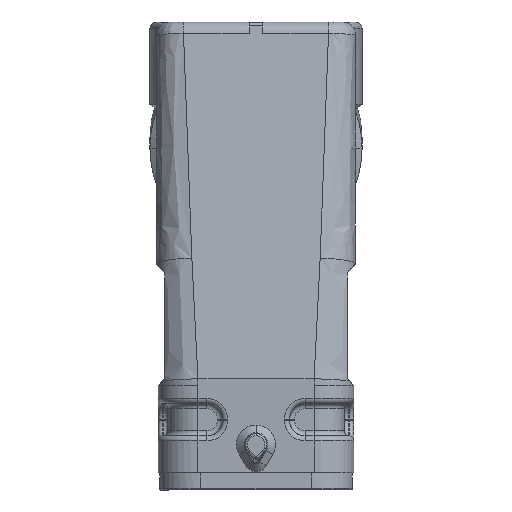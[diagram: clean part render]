
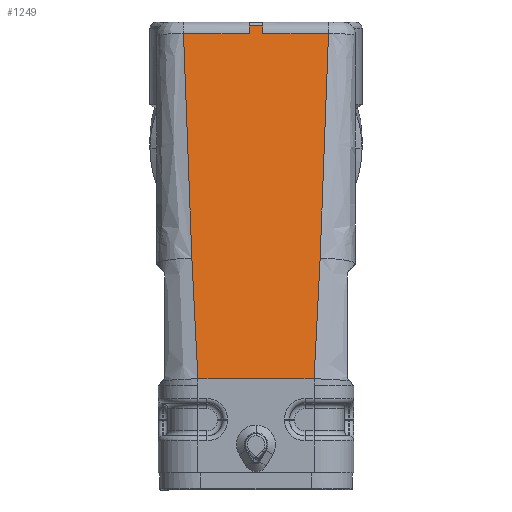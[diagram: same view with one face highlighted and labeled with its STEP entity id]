
A CAD part, left-side view. The second image highlights one B-rep face of the part: STEP entity #1249.
In plain terms, the highlighted planar face has unit normal (-0.99, 0, 0.139).
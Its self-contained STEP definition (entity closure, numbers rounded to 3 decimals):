
#1249=ADVANCED_FACE('F236',(#2120),#1785,.T.);
#1785=PLANE('',#10922);
#2120=FACE_OUTER_BOUND('',#2794,.T.);
#2794=EDGE_LOOP('',(#5026,#5027,#5028,#5029,#5030,#5031,#5032,#5033,#5034,
#5035,#5036,#5037));
#3302=B_SPLINE_CURVE_WITH_KNOTS('',3,(#14215,#14216,#14217,#14218),
 .UNSPECIFIED.,.F.,.F.,(4,4),(0.,1.),.UNSPECIFIED.);
#3307=B_SPLINE_CURVE_WITH_KNOTS('',1,(#14300,#14301),.UNSPECIFIED.,.F.,
 .F.,(2,2),(0.,1.),.UNSPECIFIED.);
#3312=B_SPLINE_CURVE_WITH_KNOTS('',1,(#14342,#14343),.UNSPECIFIED.,.F.,
 .F.,(2,2),(0.,1.),.UNSPECIFIED.);
#3324=B_SPLINE_CURVE_WITH_KNOTS('',3,(#14474,#14475,#14476,#14477,#14478),
 .UNSPECIFIED.,.F.,.F.,(4,1,4),(0.,0.02,1.),.UNSPECIFIED.);
#3340=B_SPLINE_CURVE_WITH_KNOTS('',3,(#14707,#14708,#14709,#14710,#14711),
 .UNSPECIFIED.,.F.,.F.,(4,1,4),(0.,0.02,1.),.UNSPECIFIED.);
#3594=B_SPLINE_CURVE_WITH_KNOTS('',1,(#18568,#18569),.UNSPECIFIED.,.F.,
 .F.,(2,2),(0.,1.),.UNSPECIFIED.);
#3595=B_SPLINE_CURVE_WITH_KNOTS('',1,(#18570,#18571),.UNSPECIFIED.,.F.,
 .F.,(2,2),(0.,1.),.UNSPECIFIED.);
#3596=B_SPLINE_CURVE_WITH_KNOTS('',3,(#18572,#18573,#18574,#18575,#18576,
#18577,#18578,#18579,#18580,#18581,#18582,#18583,#18584,#18585),
 .UNSPECIFIED.,.F.,.F.,(4,2,2,2,2,2,4),(0.,0.023,0.125,
0.249,0.499,0.749,1.),.UNSPECIFIED.);
#3597=B_SPLINE_CURVE_WITH_KNOTS('',3,(#18586,#18587,#18588,#18589,#18590,
#18591,#18592,#18593,#18594,#18595,#18596,#18597,#18598,#18599),
 .UNSPECIFIED.,.F.,.F.,(4,2,2,2,2,2,4),(0.,0.023,0.125,
0.249,0.499,0.749,1.),.UNSPECIFIED.);
#5026=ORIENTED_EDGE('',*,*,#8778,.T.);
#5027=ORIENTED_EDGE('',*,*,#8014,.T.);
#5028=ORIENTED_EDGE('',*,*,#8011,.F.);
#5029=ORIENTED_EDGE('',*,*,#8017,.T.);
#5030=ORIENTED_EDGE('',*,*,#8779,.F.);
#5031=ORIENTED_EDGE('',*,*,#8113,.F.);
#5032=ORIENTED_EDGE('',*,*,#8780,.F.);
#5033=ORIENTED_EDGE('',*,*,#8024,.T.);
#5034=ORIENTED_EDGE('',*,*,#8023,.T.);
#5035=ORIENTED_EDGE('',*,*,#8041,.T.);
#5036=ORIENTED_EDGE('',*,*,#8781,.T.);
#5037=ORIENTED_EDGE('',*,*,#8097,.T.);
#7053=VERTEX_POINT('',#14209);
#7056=VERTEX_POINT('',#14214);
#7057=VERTEX_POINT('',#14221);
#7060=VERTEX_POINT('',#14229);
#7066=VERTEX_POINT('',#14298);
#7067=VERTEX_POINT('',#14299);
#7068=VERTEX_POINT('',#14302);
#7083=VERTEX_POINT('',#14341);
#7124=VERTEX_POINT('',#14479);
#7125=VERTEX_POINT('',#14480);
#7140=VERTEX_POINT('',#14706);
#7141=VERTEX_POINT('',#14712);
#8011=EDGE_CURVE('',#7056,#7053,#3302,.T.);
#8014=EDGE_CURVE('E622',#7057,#7053,#9520,.T.);
#8017=EDGE_CURVE('',#7056,#7060,#9522,.T.);
#8023=EDGE_CURVE('',#7066,#7067,#9524,.T.);
#8024=EDGE_CURVE('',#7068,#7066,#3307,.T.);
#8041=EDGE_CURVE('E15',#7067,#7083,#3312,.T.);
#8097=EDGE_CURVE('E572',#7124,#7125,#3324,.T.);
#8113=EDGE_CURVE('',#7140,#7141,#3340,.T.);
#8778=EDGE_CURVE('E623',#7125,#7057,#3594,.T.);
#8779=EDGE_CURVE('',#7141,#7060,#3595,.T.);
#8780=EDGE_CURVE('',#7068,#7140,#3596,.T.);
#8781=EDGE_CURVE('E576',#7083,#7124,#3597,.T.);
#9520=LINE('',#14224,#10057);
#9522=LINE('',#14230,#10059);
#9524=LINE('',#14297,#10061);
#10057=VECTOR('',#11645,1.);
#10059=VECTOR('',#11651,1.);
#10061=VECTOR('',#11655,1.);
#10922=AXIS2_PLACEMENT_3D('',#18600,#12486,#12487);
#11645=DIRECTION('',(0.139,0.,0.99));
#11651=DIRECTION('',(-0.139,0.,-0.99));
#11655=DIRECTION('',(0.,-1.,0.));
#12486=DIRECTION('',(-0.99,0.,0.139));
#12487=DIRECTION('',(-0.139,0.,-0.99));
#14209=CARTESIAN_POINT('',(-32.023,-1.,68.703));
#14214=CARTESIAN_POINT('',(-32.023,1.,68.703));
#14215=CARTESIAN_POINT('',(-32.023,1.,68.703));
#14216=CARTESIAN_POINT('',(-32.023,0.333,68.703));
#14217=CARTESIAN_POINT('',(-32.023,-0.333,68.703));
#14218=CARTESIAN_POINT('',(-32.023,-1.,68.703));
#14221=CARTESIAN_POINT('',(-32.181,-1.,67.578));
#14224=CARTESIAN_POINT('',(-31.865,-1.,69.827));
#14229=CARTESIAN_POINT('',(-32.181,1.,67.578));
#14230=CARTESIAN_POINT('',(-31.865,1.,69.827));
#14297=CARTESIAN_POINT('',(-39.5,-10.,15.5));
#14298=CARTESIAN_POINT('',(-39.5,1.,15.5));
#14299=CARTESIAN_POINT('',(-39.5,-1.,15.5));
#14300=CARTESIAN_POINT('',(-39.5,8.752,15.5));
#14301=CARTESIAN_POINT('',(-39.5,1.,15.5));
#14302=CARTESIAN_POINT('',(-39.5,8.763,15.5));
#14341=CARTESIAN_POINT('',(-39.5,-8.763,15.5));
#14342=CARTESIAN_POINT('',(-39.5,-1.,15.5));
#14343=CARTESIAN_POINT('',(-39.5,-8.752,15.5));
#14474=CARTESIAN_POINT('',(-36.946,-9.676,33.675));
#14475=CARTESIAN_POINT('',(-36.914,-9.684,33.902));
#14476=CARTESIAN_POINT('',(-35.326,-10.104,45.203));
#14477=CARTESIAN_POINT('',(-33.737,-10.524,56.504));
#14478=CARTESIAN_POINT('',(-32.181,-10.936,67.578));
#14479=CARTESIAN_POINT('',(-36.946,-9.676,33.675));
#14480=CARTESIAN_POINT('',(-32.181,-10.936,67.578));
#14706=CARTESIAN_POINT('',(-36.946,9.676,33.675));
#14707=CARTESIAN_POINT('',(-36.946,9.676,33.675));
#14708=CARTESIAN_POINT('',(-36.914,9.684,33.902));
#14709=CARTESIAN_POINT('',(-35.326,10.104,45.203));
#14710=CARTESIAN_POINT('',(-33.737,10.524,56.504));
#14711=CARTESIAN_POINT('',(-32.181,10.936,67.578));
#14712=CARTESIAN_POINT('',(-32.181,10.936,67.578));
#18568=CARTESIAN_POINT('',(-32.181,-10.936,67.578));
#18569=CARTESIAN_POINT('',(-32.181,-1.,67.578));
#18570=CARTESIAN_POINT('',(-32.181,10.936,67.578));
#18571=CARTESIAN_POINT('',(-32.181,1.,67.578));
#18572=CARTESIAN_POINT('',(-39.5,8.752,15.5));
#18573=CARTESIAN_POINT('',(-39.481,8.754,15.638));
#18574=CARTESIAN_POINT('',(-39.461,8.755,15.777));
#18575=CARTESIAN_POINT('',(-39.355,8.766,16.533));
#18576=CARTESIAN_POINT('',(-39.268,8.783,17.15));
#18577=CARTESIAN_POINT('',(-39.075,8.825,18.524));
#18578=CARTESIAN_POINT('',(-38.969,8.854,19.281));
#18579=CARTESIAN_POINT('',(-38.65,8.956,21.551));
#18580=CARTESIAN_POINT('',(-38.437,9.041,23.063));
#18581=CARTESIAN_POINT('',(-38.012,9.226,26.087));
#18582=CARTESIAN_POINT('',(-37.8,9.325,27.6));
#18583=CARTESIAN_POINT('',(-37.373,9.512,30.632));
#18584=CARTESIAN_POINT('',(-37.16,9.598,32.153));
#18585=CARTESIAN_POINT('',(-36.946,9.676,33.675));
#18586=CARTESIAN_POINT('',(-39.5,-8.752,15.5));
#18587=CARTESIAN_POINT('',(-39.481,-8.754,15.638));
#18588=CARTESIAN_POINT('',(-39.461,-8.755,15.777));
#18589=CARTESIAN_POINT('',(-39.355,-8.766,16.533));
#18590=CARTESIAN_POINT('',(-39.268,-8.783,17.15));
#18591=CARTESIAN_POINT('',(-39.075,-8.825,18.524));
#18592=CARTESIAN_POINT('',(-38.969,-8.854,19.281));
#18593=CARTESIAN_POINT('',(-38.65,-8.956,21.551));
#18594=CARTESIAN_POINT('',(-38.437,-9.041,23.063));
#18595=CARTESIAN_POINT('',(-38.012,-9.226,26.087));
#18596=CARTESIAN_POINT('',(-37.8,-9.325,27.6));
#18597=CARTESIAN_POINT('',(-37.373,-9.512,30.632));
#18598=CARTESIAN_POINT('',(-37.16,-9.598,32.153));
#18599=CARTESIAN_POINT('',(-36.946,-9.676,33.675));
#18600=CARTESIAN_POINT('',(-31.542,0.,72.125));
